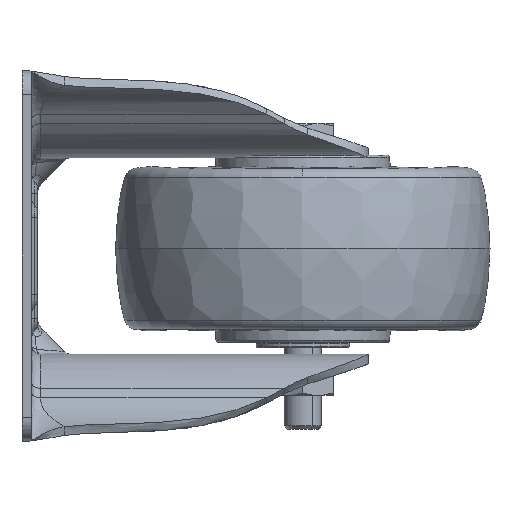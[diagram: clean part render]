
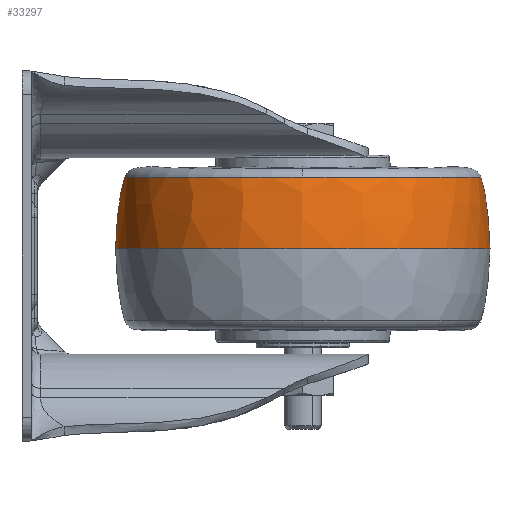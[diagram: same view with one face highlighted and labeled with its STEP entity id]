
A CAD part, left-side view. The second image highlights one B-rep face of the part: STEP entity #33297.
In plain terms, the highlighted free-form (B-spline) face has degree [3, 3] with [4, 4] control points.
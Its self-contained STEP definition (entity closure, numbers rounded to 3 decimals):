
#481 = EDGE_CURVE ( 'NONE', #22155, #8401, #6464, .T. ) ;
#777 = CARTESIAN_POINT ( 'NONE',  ( 0.113, -20.92, 13.959 ) ) ;
#897 = DIRECTION ( 'NONE',  ( -1., 0.003, 0. ) ) ;
#1341 = ORIENTED_EDGE ( 'NONE', *, *, #40382, .F. ) ;
#1662 = ORIENTED_EDGE ( 'NONE', *, *, #481, .T. ) ;
#1773 = CARTESIAN_POINT ( 'NONE',  ( 0.116, -20.147, 8.507 ) ) ;
#2761 = CIRCLE ( 'NONE', #40075, 38.057 ) ;
#3439 =( BOUNDED_CURVE ( )  B_SPLINE_CURVE ( 3, ( #27017, #40703, #23636, #37341 ),
 .UNSPECIFIED., .F., .F. ) 
 B_SPLINE_CURVE_WITH_KNOTS ( ( 4, 4 ),
 ( 0., 1. ),
 .UNSPECIFIED. ) 
 CURVE ( )  GEOMETRIC_REPRESENTATION_ITEM ( )  RATIONAL_B_SPLINE_CURVE ( ( 0.984, 0.808, 0.719, 0.72 ) ) 
 REPRESENTATION_ITEM ( '' )  );
#6002 = AXIS2_PLACEMENT_3D ( 'NONE', #17075, #31038, #20036 ) ;
#6464 =( BOUNDED_CURVE ( )  B_SPLINE_CURVE ( 3, ( #27937, #777, #24599, #7088 ),
 .UNSPECIFIED., .F., .F. ) 
 B_SPLINE_CURVE_WITH_KNOTS ( ( 4, 4 ),
 ( 0., 1. ),
 .UNSPECIFIED. ) 
 CURVE ( )  GEOMETRIC_REPRESENTATION_ITEM ( )  RATIONAL_B_SPLINE_CURVE ( ( 0.984, 0.808, 0.719, 0.72 ) ) 
 REPRESENTATION_ITEM ( '' )  );
#6820 = CARTESIAN_POINT ( 'NONE',  ( 0.11, -21.943, 16.824 ) ) ;
#7088 = CARTESIAN_POINT ( 'NONE',  ( 0.116, -20., 1.532 ) ) ;
#7197 = DIRECTION ( 'NONE',  ( -1., 0.003, 0. ) ) ;
#7514 = CIRCLE ( 'NONE', #10341, 40. ) ;
#7521 = ORIENTED_EDGE ( 'NONE', *, *, #41925, .T. ) ;
#7674 = CARTESIAN_POINT ( 'NONE',  ( 0.116, -20., 1.532 ) ) ;
#8075 = CARTESIAN_POINT ( 'NONE',  ( 0.11, -21.943, 16.824 ) ) ;
#8401 = VERTEX_POINT ( 'NONE', #7674 ) ;
#8500 = CARTESIAN_POINT ( 'NONE',  ( -79.591, -19.915, 8.507 ) ) ;
#8622 = EDGE_CURVE ( 'NONE', #25211, #8401, #7514, .T. ) ;
#8990 = EDGE_LOOP ( 'NONE', ( #1341, #7521, #39113, #1662, #25189 ) ) ;
#9675 =( BOUNDED_SURFACE ( )  B_SPLINE_SURFACE ( 3, 3, ( 
 ( #8075, #42417, #41966, #38377 ),
 ( #15197, #18814, #28481, #42189 ),
 ( #1773, #8500, #35912, #21745 ),
 ( #12041, #21983, #18581, #22214 ) ),
 .UNSPECIFIED., .F., .F., .F. ) 
 B_SPLINE_SURFACE_WITH_KNOTS ( ( 4, 4 ),
 ( 4, 4 ),
 ( 0., 1. ),
 ( 0., 1. ),
 .UNSPECIFIED. ) 
 GEOMETRIC_REPRESENTATION_ITEM ( )  RATIONAL_B_SPLINE_SURFACE ( (
 ( 0.984, 0.328, 0.328, 0.984),
 ( 0.808, 0.269, 0.269, 0.808),
 ( 0.719, 0.24, 0.24, 0.719),
 ( 0.72, 0.24, 0.24, 0.72) ) ) 
 REPRESENTATION_ITEM ( '' )  SURFACE ( )  );
#10341 = AXIS2_PLACEMENT_3D ( 'NONE', #21521, #24267, #7197 ) ;
#11602 = FACE_OUTER_BOUND ( 'NONE', #8990, .T. ) ;
#12041 = CARTESIAN_POINT ( 'NONE',  ( 0.116, -20., 1.532 ) ) ;
#13622 = CARTESIAN_POINT ( 'NONE',  ( -38.057, -59.89, 16.824 ) ) ;
#15197 = CARTESIAN_POINT ( 'NONE',  ( 0.113, -20.92, 13.959 ) ) ;
#17075 = CARTESIAN_POINT ( 'NONE',  ( 0., -60., 16.824 ) ) ;
#18581 = CARTESIAN_POINT ( 'NONE',  ( -80.116, -99.768, 1.532 ) ) ;
#18814 = CARTESIAN_POINT ( 'NONE',  ( -78.047, -20.693, 13.959 ) ) ;
#18979 = CIRCLE ( 'NONE', #6002, 38.057 ) ;
#20036 = DIRECTION ( 'NONE',  ( -1., 0.003, 0. ) ) ;
#21521 = CARTESIAN_POINT ( 'NONE',  ( 0., -60., 1.532 ) ) ;
#21524 = CARTESIAN_POINT ( 'NONE',  ( 0., -60., 16.824 ) ) ;
#21745 = CARTESIAN_POINT ( 'NONE',  ( -0.116, -99.853, 8.507 ) ) ;
#21983 = CARTESIAN_POINT ( 'NONE',  ( -79.884, -19.768, 1.532 ) ) ;
#22155 = VERTEX_POINT ( 'NONE', #6820 ) ;
#22214 = CARTESIAN_POINT ( 'NONE',  ( -0.116, -100., 1.532 ) ) ;
#23636 = CARTESIAN_POINT ( 'NONE',  ( -0.116, -99.853, 8.507 ) ) ;
#23651 = VERTEX_POINT ( 'NONE', #13622 ) ;
#24267 = DIRECTION ( 'NONE',  ( 0., 0., -1. ) ) ;
#24599 = CARTESIAN_POINT ( 'NONE',  ( 0.116, -20.147, 8.507 ) ) ;
#25189 = ORIENTED_EDGE ( 'NONE', *, *, #8622, .F. ) ;
#25211 = VERTEX_POINT ( 'NONE', #40247 ) ;
#27017 = CARTESIAN_POINT ( 'NONE',  ( -0.11, -98.057, 16.824 ) ) ;
#27937 = CARTESIAN_POINT ( 'NONE',  ( 0.11, -21.943, 16.824 ) ) ;
#28481 = CARTESIAN_POINT ( 'NONE',  ( -78.273, -98.853, 13.959 ) ) ;
#29830 = VERTEX_POINT ( 'NONE', #34636 ) ;
#31038 = DIRECTION ( 'NONE',  ( 0., 0., -1. ) ) ;
#31634 = DIRECTION ( 'NONE',  ( 0., 0., -1. ) ) ;
#33297 = ADVANCED_FACE ( 'NONE', ( #11602 ), #9675, .T. ) ;
#34636 = CARTESIAN_POINT ( 'NONE',  ( -0.11, -98.057, 16.824 ) ) ;
#35912 = CARTESIAN_POINT ( 'NONE',  ( -79.823, -99.622, 8.507 ) ) ;
#37341 = CARTESIAN_POINT ( 'NONE',  ( -0.116, -100., 1.532 ) ) ;
#38377 = CARTESIAN_POINT ( 'NONE',  ( -0.11, -98.057, 16.824 ) ) ;
#38800 = EDGE_CURVE ( 'NONE', #23651, #22155, #2761, .T. ) ;
#39113 = ORIENTED_EDGE ( 'NONE', *, *, #38800, .T. ) ;
#40075 = AXIS2_PLACEMENT_3D ( 'NONE', #21524, #31634, #897 ) ;
#40247 = CARTESIAN_POINT ( 'NONE',  ( -0.116, -100., 1.532 ) ) ;
#40382 = EDGE_CURVE ( 'NONE', #29830, #25211, #3439, .T. ) ;
#40703 = CARTESIAN_POINT ( 'NONE',  ( -0.113, -99.08, 13.959 ) ) ;
#41925 = EDGE_CURVE ( 'NONE', #29830, #23651, #18979, .T. ) ;
#41966 = CARTESIAN_POINT ( 'NONE',  ( -76.224, -97.836, 16.824 ) ) ;
#42189 = CARTESIAN_POINT ( 'NONE',  ( -0.113, -99.08, 13.959 ) ) ;
#42417 = CARTESIAN_POINT ( 'NONE',  ( -76.004, -21.722, 16.824 ) ) ;
